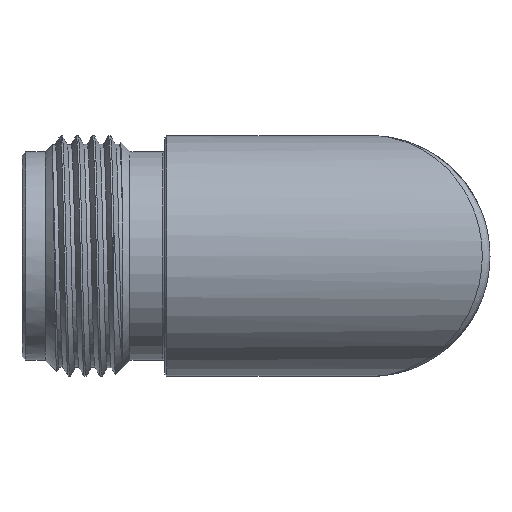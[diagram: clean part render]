
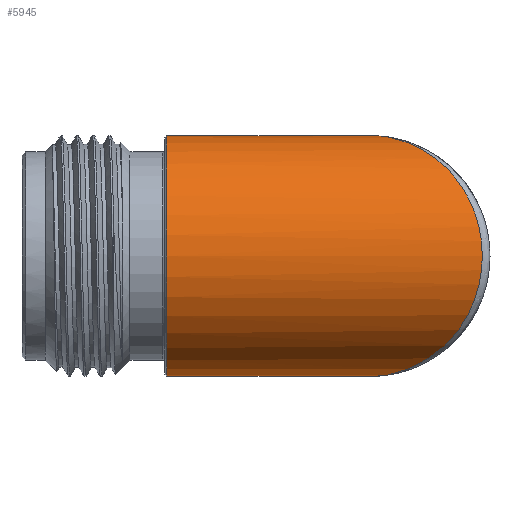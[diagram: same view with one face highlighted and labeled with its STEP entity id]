
A CAD part, front view. The second image highlights one B-rep face of the part: STEP entity #5945.
In plain terms, the highlighted cylindrical face has radius 7.938 mm (diameter 15.875 mm), a full revolution.
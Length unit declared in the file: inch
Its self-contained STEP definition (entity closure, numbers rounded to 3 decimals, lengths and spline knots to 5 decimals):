
#555 = CARTESIAN_POINT ( 'NONE',  ( 0.9015, 0., -0.3125 ) ) ;
#558 = AXIS2_PLACEMENT_3D ( 'NONE', #1829, #1211, #5495 ) ;
#1086 = CARTESIAN_POINT ( 'NONE',  ( 1.4865, -0.625, 0.3125 ) ) ;
#1211 = DIRECTION ( 'NONE',  ( 1., 0., 0. ) ) ;
#1295 = DIRECTION ( 'NONE',  ( 1., 0., 0. ) ) ;
#1333 = FACE_OUTER_BOUND ( 'NONE', #4108, .T. ) ;
#1590 = VERTEX_POINT ( 'NONE', #2415 ) ;
#1829 = CARTESIAN_POINT ( 'NONE',  ( 0., 0., 0. ) ) ;
#1842 = CARTESIAN_POINT ( 'NONE',  ( 0.9015, 0., 0.3125 ) ) ;
#2381 = DIRECTION ( 'NONE',  ( 0., 0., -1. ) ) ;
#2415 = CARTESIAN_POINT ( 'NONE',  ( 0.375, 0., -0.3125 ) ) ;
#3267 =( BOUNDED_CURVE ( )  B_SPLINE_CURVE ( 3, ( #4373, #6026, #5978, #6045 ),
 .UNSPECIFIED., .F., .F. ) 
 B_SPLINE_CURVE_WITH_KNOTS ( ( 4, 4 ),
 ( 1.5708, 4.71239 ),
 .UNSPECIFIED. ) 
 CURVE ( )  GEOMETRIC_REPRESENTATION_ITEM ( )  RATIONAL_B_SPLINE_CURVE ( ( 1., 0.333, 0.333, 1. ) ) 
 REPRESENTATION_ITEM ( '' )  );
#3339 = AXIS2_PLACEMENT_3D ( 'NONE', #3431, #1295, #2381 ) ;
#3431 = CARTESIAN_POINT ( 'NONE',  ( 0.375, 0., 0. ) ) ;
#3440 = CYLINDRICAL_SURFACE ( 'NONE', #558, 0.3125 ) ;
#3527 = ORIENTED_EDGE ( 'NONE', *, *, #4650, .T. ) ;
#4108 = EDGE_LOOP ( 'NONE', ( #3527, #5203 ) ) ;
#4171 = CARTESIAN_POINT ( 'NONE',  ( 0.9015, 0., -0.3125 ) ) ;
#4325 = CARTESIAN_POINT ( 'NONE',  ( 1.4865, -0.625, -0.3125 ) ) ;
#4373 = CARTESIAN_POINT ( 'NONE',  ( 0.9015, 0., 0.3125 ) ) ;
#4532 = EDGE_LOOP ( 'NONE', ( #5200 ) ) ;
#4650 = EDGE_CURVE ( 'NONE', #5439, #5308, #6709, .T. ) ;
#4812 = CIRCLE ( 'NONE', #3339, 0.3125 ) ;
#5200 = ORIENTED_EDGE ( 'NONE', *, *, #5373, .T. ) ;
#5203 = ORIENTED_EDGE ( 'NONE', *, *, #6482, .T. ) ;
#5308 = VERTEX_POINT ( 'NONE', #1842 ) ;
#5373 = EDGE_CURVE ( 'NONE', #1590, #1590, #4812, .T. ) ;
#5396 = CARTESIAN_POINT ( 'NONE',  ( 0.9015, 0., 0.3125 ) ) ;
#5439 = VERTEX_POINT ( 'NONE', #4171 ) ;
#5495 = DIRECTION ( 'NONE',  ( 0., 0., -1. ) ) ;
#5945 = ADVANCED_FACE ( 'NONE', ( #6751, #1333 ), #3440, .T. ) ;
#5978 = CARTESIAN_POINT ( 'NONE',  ( 0.2365, 0.625, -0.3125 ) ) ;
#6026 = CARTESIAN_POINT ( 'NONE',  ( 0.2365, 0.625, 0.3125 ) ) ;
#6045 = CARTESIAN_POINT ( 'NONE',  ( 0.9015, 0., -0.3125 ) ) ;
#6482 = EDGE_CURVE ( 'NONE', #5308, #5439, #3267, .T. ) ;
#6709 =( BOUNDED_CURVE ( )  B_SPLINE_CURVE ( 3, ( #555, #4325, #1086, #5396 ),
 .UNSPECIFIED., .F., .F. ) 
 B_SPLINE_CURVE_WITH_KNOTS ( ( 4, 4 ),
 ( 4.71239, 7.85398 ),
 .UNSPECIFIED. ) 
 CURVE ( )  GEOMETRIC_REPRESENTATION_ITEM ( )  RATIONAL_B_SPLINE_CURVE ( ( 1., 0.333, 0.333, 1. ) ) 
 REPRESENTATION_ITEM ( '' )  );
#6751 = FACE_OUTER_BOUND ( 'NONE', #4532, .T. ) ;
